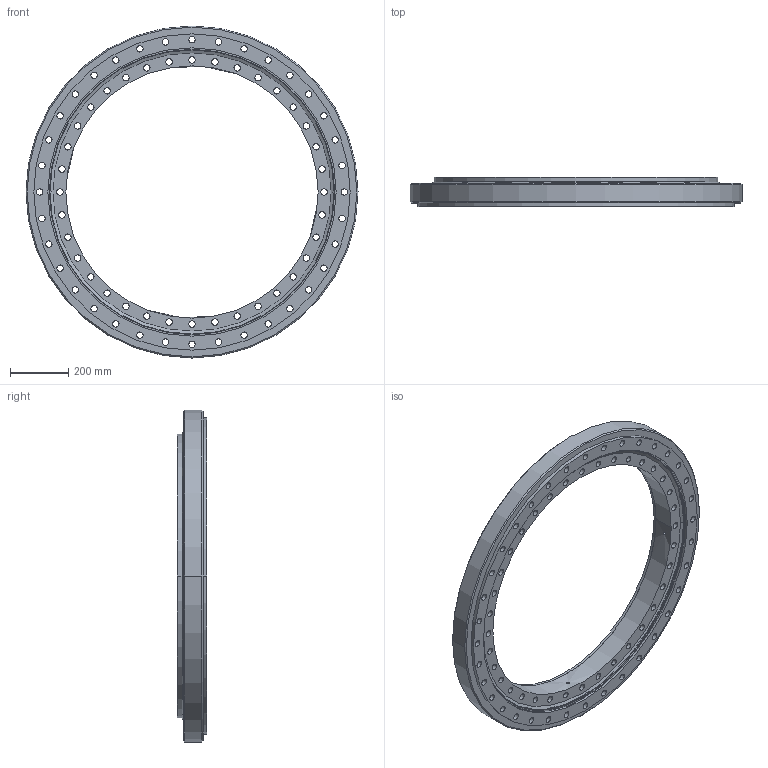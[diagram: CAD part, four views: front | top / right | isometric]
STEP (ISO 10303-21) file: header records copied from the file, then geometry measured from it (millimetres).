
FILE_DESCRIPTION (( 'STEP AP203' ), '1' );
FILE_NAME ('08-0980-06.STEP', '2017-12-27T13:42:42', ( 'defontaine' ), ( 'Hewlett-Packard Company' ), 'SwSTEP 2.0', 'SolidWorks 2016', '' );
FILE_SCHEMA (( 'CONFIG_CONTROL_DESIGN' ));
Length unit declared in the file: millimetre
Products named in the file (1): 08-0980-06
Bounding box: 1144 x 100 x 1144 mm (x, y, z)
Volume: 28591443.9 mm3; surface area: 2588033.3 mm2
Topology: 5 solids, 5 shells, 257 faces, 685 edges, 437 vertices
Faces by surface type: cylinder 184, cone 28, torus 28, plane 17
Entity records: 9073 total; most frequent: CARTESIAN_POINT 1980, DIRECTION 1594, ORIENTED_EDGE 1354, AXIS2_PLACEMENT_3D 691, EDGE_CURVE 677, VERTEX_POINT 437, CIRCLE 433, EDGE_LOOP 424
